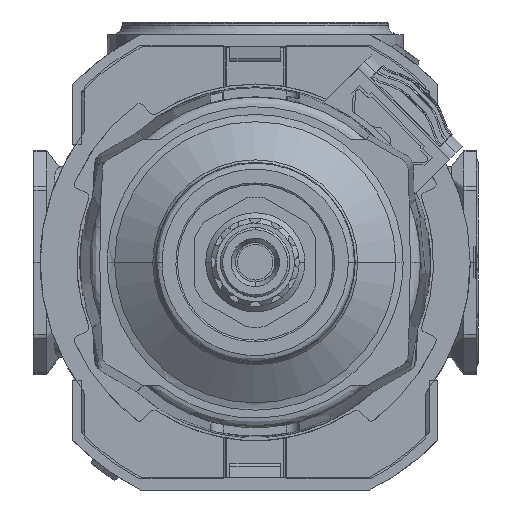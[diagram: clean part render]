
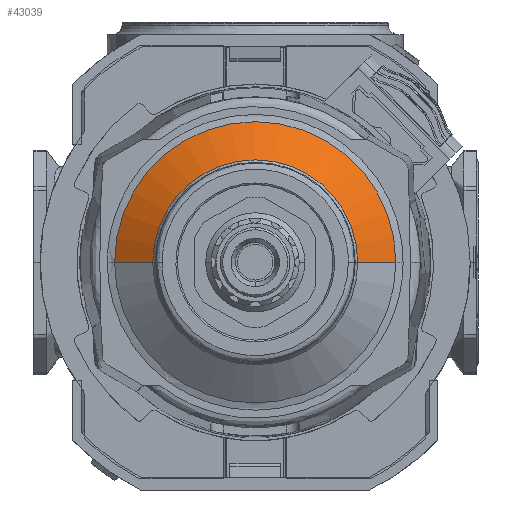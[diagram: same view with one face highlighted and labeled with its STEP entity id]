
A CAD part, front view. The second image highlights one B-rep face of the part: STEP entity #43039.
In plain terms, the highlighted conical face has half-angle 54.996 degrees and reference radius 22.24 mm.
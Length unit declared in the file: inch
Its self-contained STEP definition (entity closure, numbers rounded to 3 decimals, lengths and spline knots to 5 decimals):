
#640 = ORIENTED_EDGE ( 'NONE', *, *, #38194, .T. ) ;
#3517 = DIRECTION ( 'NONE',  ( -1., 0., 0. ) ) ;
#4282 = CARTESIAN_POINT ( 'NONE',  ( -0.87558, -4.11661, 0. ) ) ;
#6989 = AXIS2_PLACEMENT_3D ( 'NONE', #87326, #81331, #37720 ) ;
#7504 = CARTESIAN_POINT ( 'NONE',  ( -0.87558, -4.11661, 0. ) ) ;
#8705 = CARTESIAN_POINT ( 'NONE',  ( -0.63777, -4.28315, 0. ) ) ;
#12506 = EDGE_CURVE ( 'NONE', #18965, #41213, #47536, .T. ) ;
#13302 = EDGE_CURVE ( 'NONE', #60591, #18965, #17616, .T. ) ;
#17616 = LINE ( 'NONE', #32313, #72375 ) ;
#18574 = DIRECTION ( 'NONE',  ( -0.819, 0.574, 0. ) ) ;
#18965 = VERTEX_POINT ( 'NONE', #64530 ) ;
#22558 = EDGE_CURVE ( 'NONE', #79766, #41213, #59487, .T. ) ;
#32054 = FACE_OUTER_BOUND ( 'NONE', #63111, .T. ) ;
#32313 = CARTESIAN_POINT ( 'NONE',  ( 0.87558, -4.11661, 0. ) ) ;
#37720 = DIRECTION ( 'NONE',  ( -1., 0., 0. ) ) ;
#38194 = EDGE_CURVE ( 'NONE', #79766, #60591, #52479, .T. ) ;
#38495 = CARTESIAN_POINT ( 'NONE',  ( 0., -4.11661, 0. ) ) ;
#39670 = DIRECTION ( 'NONE',  ( 0.819, 0.574, 0. ) ) ;
#41213 = VERTEX_POINT ( 'NONE', #7504 ) ;
#42696 = DIRECTION ( 'NONE',  ( 1., 0., 0. ) ) ;
#43039 = ADVANCED_FACE ( 'NONE', ( #32054 ), #86955, .T. ) ;
#44405 = AXIS2_PLACEMENT_3D ( 'NONE', #38495, #88088, #3517 ) ;
#47536 = CIRCLE ( 'NONE', #76917, 0.87558 ) ;
#48684 = DIRECTION ( 'NONE',  ( 0., -1., 0. ) ) ;
#52459 = ORIENTED_EDGE ( 'NONE', *, *, #22558, .F. ) ;
#52479 = CIRCLE ( 'NONE', #6989, 0.63777 ) ;
#56491 = ORIENTED_EDGE ( 'NONE', *, *, #12506, .T. ) ;
#59487 = LINE ( 'NONE', #4282, #90539 ) ;
#60591 = VERTEX_POINT ( 'NONE', #80571 ) ;
#63111 = EDGE_LOOP ( 'NONE', ( #640, #67128, #56491, #52459 ) ) ;
#64277 = CARTESIAN_POINT ( 'NONE',  ( 0., -4.11661, 0. ) ) ;
#64530 = CARTESIAN_POINT ( 'NONE',  ( 0.87558, -4.11661, 0. ) ) ;
#67128 = ORIENTED_EDGE ( 'NONE', *, *, #13302, .T. ) ;
#72375 = VECTOR ( 'NONE', #39670, 39.37008 ) ;
#76917 = AXIS2_PLACEMENT_3D ( 'NONE', #64277, #48684, #42696 ) ;
#79766 = VERTEX_POINT ( 'NONE', #8705 ) ;
#80571 = CARTESIAN_POINT ( 'NONE',  ( 0.63777, -4.28315, 0. ) ) ;
#81331 = DIRECTION ( 'NONE',  ( 0., 1., 0. ) ) ;
#86955 = CONICAL_SURFACE ( 'NONE', #44405, 0.87558, 0.96 ) ;
#87326 = CARTESIAN_POINT ( 'NONE',  ( 0., -4.28315, 0. ) ) ;
#88088 = DIRECTION ( 'NONE',  ( 0., 1., 0. ) ) ;
#90539 = VECTOR ( 'NONE', #18574, 39.37008 ) ;
